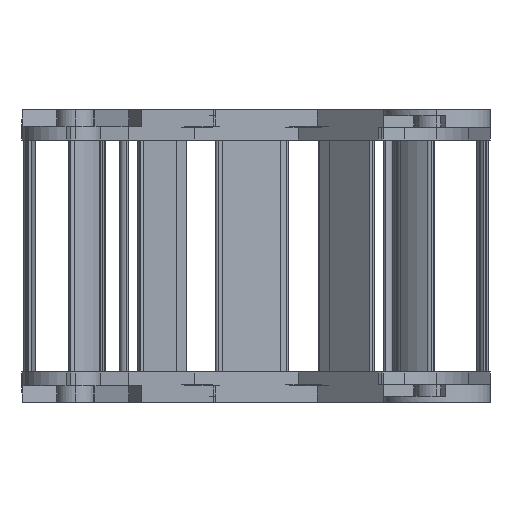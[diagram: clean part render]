
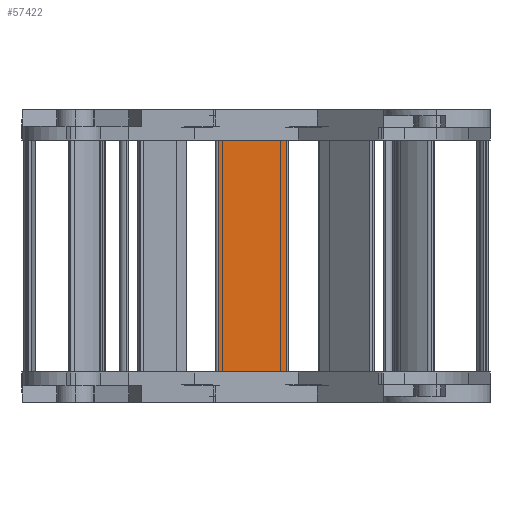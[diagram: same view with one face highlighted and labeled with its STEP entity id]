
A CAD part, left-side view. The second image highlights one B-rep face of the part: STEP entity #57422.
In plain terms, the highlighted planar face has unit normal (-0.998, -0.068, 0).
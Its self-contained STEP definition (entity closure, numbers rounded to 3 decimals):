
#4825 = DIRECTION ( 'NONE',  ( -0.068, 0.998, 0. ) ) ;
#8049 = ORIENTED_EDGE ( 'NONE', *, *, #67734, .F. ) ;
#9434 = PLANE ( 'NONE',  #15169 ) ;
#10666 = CARTESIAN_POINT ( 'NONE',  ( 25.991, 47.132, -25. ) ) ;
#11708 = CARTESIAN_POINT ( 'NONE',  ( 25.991, 47.132, 25. ) ) ;
#12789 = VERTEX_POINT ( 'NONE', #51228 ) ;
#13807 = VERTEX_POINT ( 'NONE', #45966 ) ;
#15169 = AXIS2_PLACEMENT_3D ( 'NONE', #26221, #62004, #44131 ) ;
#15892 = VECTOR ( 'NONE', #35493, 1000. ) ;
#16781 = ORIENTED_EDGE ( 'NONE', *, *, #53535, .F. ) ;
#17344 = ORIENTED_EDGE ( 'NONE', *, *, #23997, .F. ) ;
#19458 = DIRECTION ( 'NONE',  ( 0., 0., 1. ) ) ;
#19932 = CARTESIAN_POINT ( 'NONE',  ( 26.987, 32.465, 25. ) ) ;
#23997 = EDGE_CURVE ( 'NONE', #12789, #65365, #50662, .T. ) ;
#26221 = CARTESIAN_POINT ( 'NONE',  ( 25.991, 47.132, 25. ) ) ;
#27704 = ORIENTED_EDGE ( 'NONE', *, *, #72383, .F. ) ;
#34730 = EDGE_LOOP ( 'NONE', ( #17344, #27704, #8049, #16781 ) ) ;
#35493 = DIRECTION ( 'NONE',  ( 0.068, -0.998, 0. ) ) ;
#36557 = VECTOR ( 'NONE', #19458, 1000. ) ;
#43830 = VERTEX_POINT ( 'NONE', #73489 ) ;
#44131 = DIRECTION ( 'NONE',  ( 0., 0., -1. ) ) ;
#45966 = CARTESIAN_POINT ( 'NONE',  ( 25.991, 47.132, 25. ) ) ;
#47159 = VECTOR ( 'NONE', #74413, 1000. ) ;
#49944 = FACE_OUTER_BOUND ( 'NONE', #34730, .T. ) ;
#50662 = LINE ( 'NONE', #19932, #47159 ) ;
#51228 = CARTESIAN_POINT ( 'NONE',  ( 26.987, 32.465, 25. ) ) ;
#53535 = EDGE_CURVE ( 'NONE', #65365, #43830, #58180, .T. ) ;
#57422 = ADVANCED_FACE ( 'NONE', ( #49944 ), #9434, .F. ) ;
#58180 = LINE ( 'NONE', #10666, #75339 ) ;
#61468 = LINE ( 'NONE', #72381, #36557 ) ;
#62004 = DIRECTION ( 'NONE',  ( 0.998, 0.068, 0. ) ) ;
#65365 = VERTEX_POINT ( 'NONE', #68353 ) ;
#67734 = EDGE_CURVE ( 'NONE', #43830, #13807, #61468, .T. ) ;
#68353 = CARTESIAN_POINT ( 'NONE',  ( 26.987, 32.465, -25. ) ) ;
#70883 = LINE ( 'NONE', #11708, #15892 ) ;
#72381 = CARTESIAN_POINT ( 'NONE',  ( 25.991, 47.132, 25. ) ) ;
#72383 = EDGE_CURVE ( 'NONE', #13807, #12789, #70883, .T. ) ;
#73489 = CARTESIAN_POINT ( 'NONE',  ( 25.991, 47.132, -25. ) ) ;
#74413 = DIRECTION ( 'NONE',  ( 0., 0., -1. ) ) ;
#75339 = VECTOR ( 'NONE', #4825, 1000. ) ;
